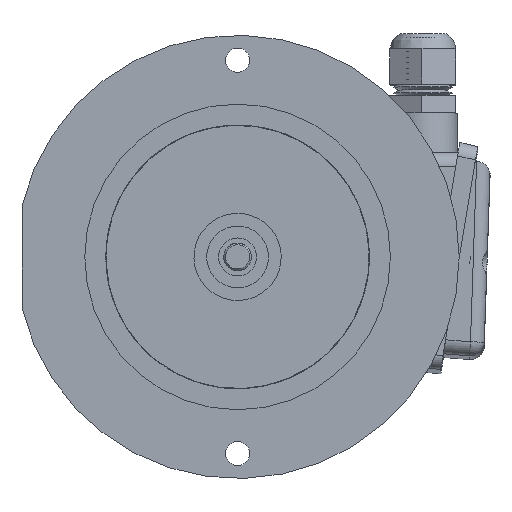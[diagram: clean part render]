
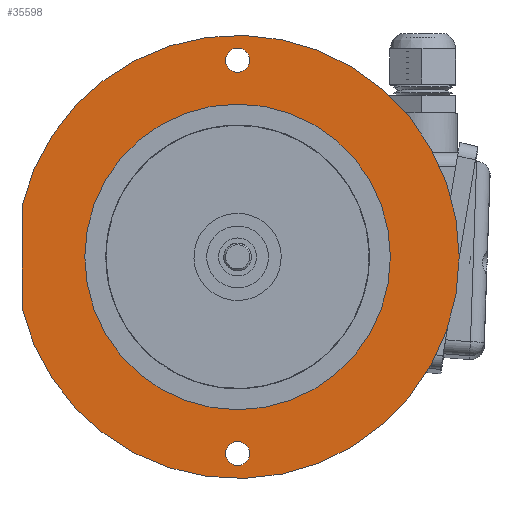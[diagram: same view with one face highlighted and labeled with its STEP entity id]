
A CAD part, front view. The second image highlights one B-rep face of the part: STEP entity #35598.
In plain terms, the highlighted planar face has unit normal (0, -1, 0).
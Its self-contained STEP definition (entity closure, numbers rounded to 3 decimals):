
#1880=PLANE('',#38736);
#2276=FACE_BOUND('',#6021,.T.);
#2277=FACE_BOUND('',#6022,.T.);
#2278=FACE_BOUND('',#6023,.T.);
#3983=FACE_OUTER_BOUND('',#6020,.T.);
#6020=EDGE_LOOP('',(#31324,#31325));
#6021=EDGE_LOOP('',(#31326));
#6022=EDGE_LOOP('',(#31327));
#6023=EDGE_LOOP('',(#31328,#31329));
#7354=CIRCLE('',#38538,0.35);
#7357=CIRCLE('',#38542,0.35);
#7446=CIRCLE('',#38737,6.425);
#7447=CIRCLE('',#38738,4.43);
#7448=CIRCLE('',#38739,4.43);
#10182=LINE('',#64086,#13078);
#13078=VECTOR('',#47222,1.);
#16343=VERTEX_POINT('',#64083);
#16344=VERTEX_POINT('',#64085);
#16350=VERTEX_POINT('',#64099);
#16353=VERTEX_POINT('',#64107);
#16529=VERTEX_POINT('',#64777);
#16530=VERTEX_POINT('',#64778);
#21203=EDGE_CURVE('',#16344,#16343,#10182,.T.);
#21211=EDGE_CURVE('',#16350,#16350,#7354,.T.);
#21215=EDGE_CURVE('',#16353,#16353,#7357,.T.);
#21489=EDGE_CURVE('',#16343,#16344,#7446,.T.);
#21490=EDGE_CURVE('',#16529,#16530,#7447,.T.);
#21491=EDGE_CURVE('',#16530,#16529,#7448,.T.);
#31324=ORIENTED_EDGE('',*,*,#21203,.T.);
#31325=ORIENTED_EDGE('',*,*,#21489,.T.);
#31326=ORIENTED_EDGE('',*,*,#21211,.T.);
#31327=ORIENTED_EDGE('',*,*,#21215,.T.);
#31328=ORIENTED_EDGE('',*,*,#21490,.F.);
#31329=ORIENTED_EDGE('',*,*,#21491,.F.);
#35598=ADVANCED_FACE('',(#3983,#2276,#2277,#2278),#1880,.T.);
#38538=AXIS2_PLACEMENT_3D('',#64101,#47235,#47236);
#38542=AXIS2_PLACEMENT_3D('',#64109,#47244,#47245);
#38736=AXIS2_PLACEMENT_3D('',#64775,#47797,#47798);
#38737=AXIS2_PLACEMENT_3D('',#64776,#47799,#47800);
#38738=AXIS2_PLACEMENT_3D('',#64779,#47801,#47802);
#38739=AXIS2_PLACEMENT_3D('',#64780,#47803,#47804);
#47222=DIRECTION('',(0.,0.,-1.));
#47235=DIRECTION('center_axis',(0.,1.,0.));
#47236=DIRECTION('ref_axis',(-1.,0.,0.));
#47244=DIRECTION('center_axis',(0.,1.,0.));
#47245=DIRECTION('ref_axis',(-1.,0.,0.));
#47797=DIRECTION('center_axis',(0.,-1.,0.));
#47798=DIRECTION('ref_axis',(0.,0.,
1.));
#47799=DIRECTION('center_axis',(0.,-1.,0.));
#47800=DIRECTION('ref_axis',(-1.,0.,0.));
#47801=DIRECTION('center_axis',(0.,-1.,0.));
#47802=DIRECTION('ref_axis',(-1.,0.,0.));
#47803=DIRECTION('center_axis',(0.,-1.,0.));
#47804=DIRECTION('ref_axis',(-1.,0.,0.));
#64083=CARTESIAN_POINT('',(-6.25,0.722,-1.489));
#64085=CARTESIAN_POINT('',(-6.25,0.722,1.489));
#64086=CARTESIAN_POINT('',(-6.25,0.722,-0.007));
#64099=CARTESIAN_POINT('',(0.35,0.722,-5.7));
#64101=CARTESIAN_POINT('Origin',(0.,0.722,
-5.7));
#64107=CARTESIAN_POINT('',(0.35,0.722,5.7));
#64109=CARTESIAN_POINT('Origin',(0.,0.722,
5.7));
#64775=CARTESIAN_POINT('Origin',(-4.43,0.722,0.));
#64776=CARTESIAN_POINT('Origin',(0.,0.722,
0.));
#64777=CARTESIAN_POINT('',(-4.43,0.722,0.));
#64778=CARTESIAN_POINT('',(4.43,0.722,0.));
#64779=CARTESIAN_POINT('Origin',(0.,0.722,
0.));
#64780=CARTESIAN_POINT('Origin',(0.,0.722,
0.));
